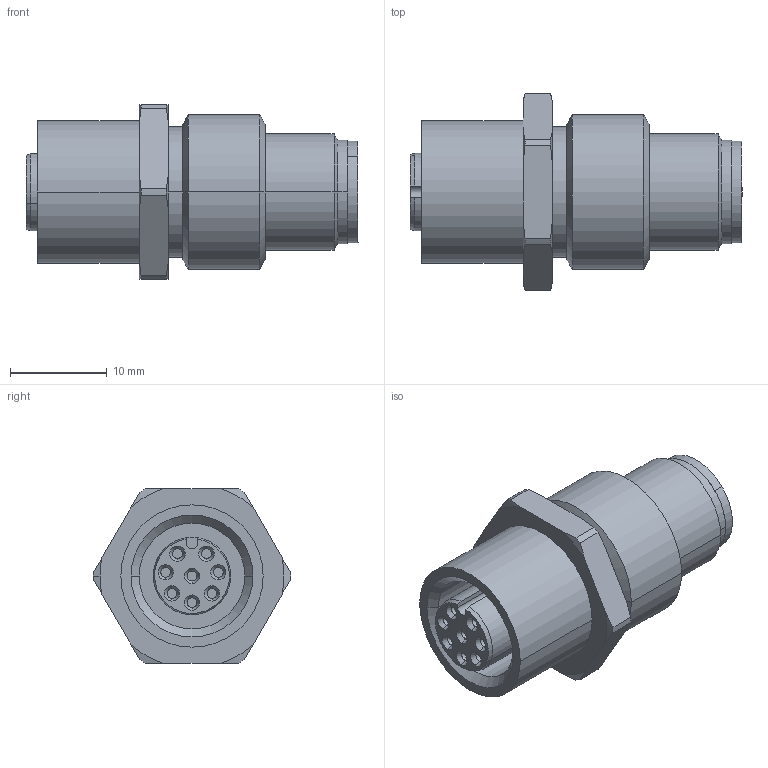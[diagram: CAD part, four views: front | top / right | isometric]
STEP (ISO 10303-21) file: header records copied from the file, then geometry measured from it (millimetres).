
FILE_DESCRIPTION (( 'STEP AP214' ), '1' );
FILE_NAME ('7000-48111--0000000.step', '2016-05-09T18:42:10', ( '' ), ( '' ), 'SwSTEP 2.0', 'SolidWorks 2015', '' );
FILE_SCHEMA (( 'AUTOMOTIVE_DESIGN' ));
Length unit declared in the file: millimetre
Products named in the file (1): 7000-48111--0000000
Bounding box: 34.3 x 20.4 x 18 mm (x, y, z)
Volume: 4738.6 mm3; surface area: 3249.8 mm2
Topology: 1 solids, 1 shells, 161 faces, 355 edges, 220 vertices
Faces by surface type: cylinder 64, cone 41, plane 38, torus 18
Entity records: 5455 total; most frequent: CARTESIAN_POINT 857, DIRECTION 850, ORIENTED_EDGE 710, AXIS2_PLACEMENT_3D 363, EDGE_CURVE 355, VERTEX_POINT 220, CIRCLE 201, EDGE_LOOP 185
